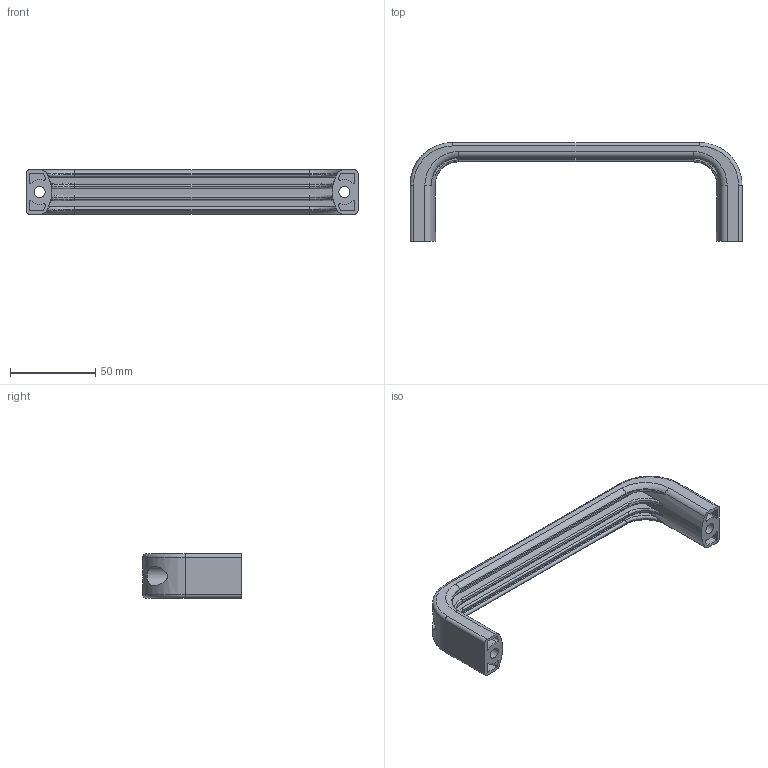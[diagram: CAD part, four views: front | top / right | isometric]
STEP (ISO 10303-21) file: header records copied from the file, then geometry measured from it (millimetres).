
FILE_DESCRIPTION(('FreeCAD Model'),'2;1');
FILE_NAME('Open CASCADE Shape Model','2024-03-19T16:48:41',(''),(''), 'Open CASCADE STEP processor 7.6','FreeCAD','Unknown');
FILE_SCHEMA(('AUTOMOTIVE_DESIGN { 1 0 10303 214 1 1 1 1 }'));
Length unit declared in the file: millimetre
Products named in the file (1): STB10-P195
Bounding box: 195 x 58 x 26 mm (x, y, z)
Volume: 54928.9 mm3; surface area: 31069.3 mm2
Topology: 1 solids, 1 shells, 122 faces, 314 edges, 200 vertices
Faces by surface type: cylinder 55, plane 39, torus 28
Full cylindrical faces by diameter (mm): 6.5 x2, 11.5 x2
Entity records: 10300 total; most frequent: CARTESIAN_POINT 3913, DIRECTION 1242, LINE 638, VECTOR 638, ORIENTED_EDGE 628, PCURVE 628, DEFINITIONAL_REPRESENTATION 628, EDGE_CURVE 314
